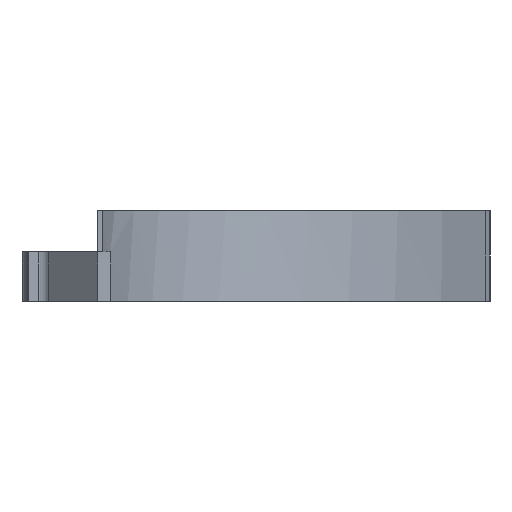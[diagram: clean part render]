
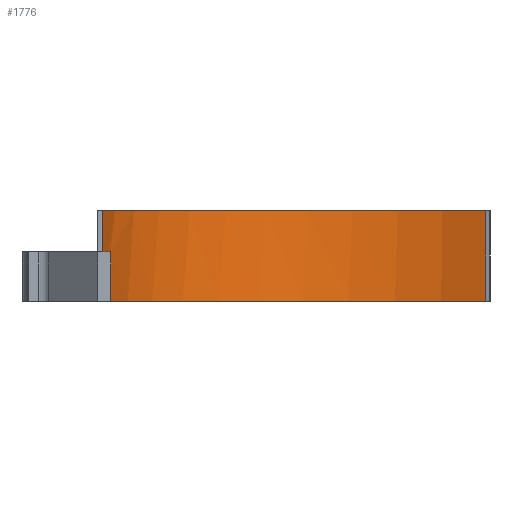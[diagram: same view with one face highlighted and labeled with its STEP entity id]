
A CAD part, front view. The second image highlights one B-rep face of the part: STEP entity #1776.
In plain terms, the highlighted cylindrical face has radius 205 mm (diameter 410 mm), a partial arc.
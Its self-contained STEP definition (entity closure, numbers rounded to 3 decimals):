
#60=CYLINDRICAL_SURFACE('',#1982,205.);
#103=CIRCLE('',#1875,205.);
#134=CIRCLE('',#1928,205.);
#161=CIRCLE('',#1983,205.);
#270=FACE_OUTER_BOUND('',#391,.T.);
#391=EDGE_LOOP('',(#1478,#1479,#1480,#1481,#1482,#1483));
#563=LINE('',#3003,#714);
#564=LINE('',#3007,#715);
#565=LINE('',#3008,#716);
#714=VECTOR('',#2442,10.);
#715=VECTOR('',#2447,10.);
#716=VECTOR('',#2448,10.);
#774=VERTEX_POINT('',#2693);
#786=VERTEX_POINT('',#2716);
#834=VERTEX_POINT('',#2855);
#835=VERTEX_POINT('',#2857);
#880=VERTEX_POINT('',#3000);
#881=VERTEX_POINT('',#3005);
#957=EDGE_CURVE('',#774,#786,#103,.T.);
#1026=EDGE_CURVE('',#835,#834,#134,.T.);
#1099=EDGE_CURVE('',#880,#774,#563,.T.);
#1100=EDGE_CURVE('',#881,#880,#161,.T.);
#1101=EDGE_CURVE('',#786,#835,#564,.T.);
#1102=EDGE_CURVE('',#834,#881,#565,.T.);
#1478=ORIENTED_EDGE('',*,*,#1100,.T.);
#1479=ORIENTED_EDGE('',*,*,#1099,.T.);
#1480=ORIENTED_EDGE('',*,*,#957,.T.);
#1481=ORIENTED_EDGE('',*,*,#1101,.T.);
#1482=ORIENTED_EDGE('',*,*,#1026,.T.);
#1483=ORIENTED_EDGE('',*,*,#1102,.T.);
#1776=ADVANCED_FACE('',(#270),#60,.F.);
#1875=AXIS2_PLACEMENT_3D('',#2718,#2144,#2145);
#1928=AXIS2_PLACEMENT_3D('',#2858,#2288,#2289);
#1982=AXIS2_PLACEMENT_3D('',#3004,#2443,#2444);
#1983=AXIS2_PLACEMENT_3D('',#3006,#2445,#2446);
#2144=DIRECTION('center_axis',(0.,0.,-1.));
#2145=DIRECTION('ref_axis',(-0.375,-0.927,0.));
#2288=DIRECTION('center_axis',(0.,0.,1.));
#2289=DIRECTION('ref_axis',(-0.375,-0.927,0.));
#2442=DIRECTION('',(0.,0.,-1.));
#2443=DIRECTION('center_axis',(0.,0.,1.));
#2444=DIRECTION('ref_axis',(-0.375,-0.927,0.));
#2445=DIRECTION('center_axis',(0.,0.,-1.));
#2446=DIRECTION('ref_axis',(-0.375,-0.927,0.));
#2447=DIRECTION('',(0.,0.,1.));
#2448=DIRECTION('',(0.,0.,-1.));
#2693=CARTESIAN_POINT('',(34.286,101.,0.));
#2716=CARTESIAN_POINT('',(306.794,230.073,0.));
#2718=CARTESIAN_POINT('Origin',(230.,40.,0.));
#2855=CARTESIAN_POINT('',(28.648,78.5,66.));
#2857=CARTESIAN_POINT('',(306.794,230.073,66.));
#2858=CARTESIAN_POINT('Origin',(230.,40.,66.));
#3000=CARTESIAN_POINT('',(34.286,101.,36.));
#3003=CARTESIAN_POINT('',(34.286,101.,0.));
#3004=CARTESIAN_POINT('Origin',(230.,40.,0.));
#3005=CARTESIAN_POINT('',(28.648,78.5,36.));
#3006=CARTESIAN_POINT('Origin',(230.,40.,36.));
#3007=CARTESIAN_POINT('',(306.794,230.073,0.));
#3008=CARTESIAN_POINT('',(28.648,78.5,0.));
